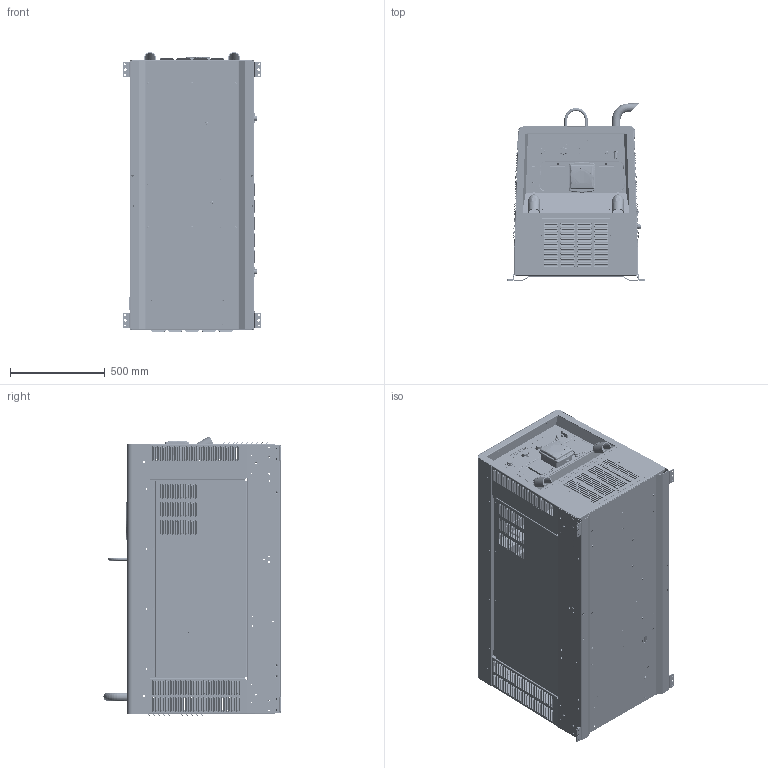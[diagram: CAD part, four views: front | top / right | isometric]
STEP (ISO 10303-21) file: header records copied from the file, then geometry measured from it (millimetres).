
FILE_DESCRIPTION (( 'STEP AP214' ), '1' );
FILE_NAME ('907732 SHELL.STEP', '2024-03-15T13:40:18', ( '' ), ( '' ), 'SwSTEP 2.0', 'SolidWorks 2022', '' );
FILE_SCHEMA (( 'AUTOMOTIVE_DESIGN' ));
Length unit declared in the file: inch
Products named in the file (1): 907732 SHELL
Bounding box: 729.79 x 936.91 x 1478.59 mm (x, y, z)
Surface area: 12370381.3 mm2 (no closed solid volume)
Topology: 0 solids, 710 shells, 5927 faces, 27327 edges, 21368 vertices
Faces by surface type: plane 3366, cylinder 1126, bspline 1002, torus 255, cone 157, sphere 21
Entity records: 417277 total; most frequent: CARTESIAN_POINT 136510, DIRECTION 38666, ORIENTED_EDGE 37558, EDGE_CURVE 27307, VERTEX_POINT 21366, LINE 14722, VECTOR 14722, AXIS2_PLACEMENT_3D 11972
